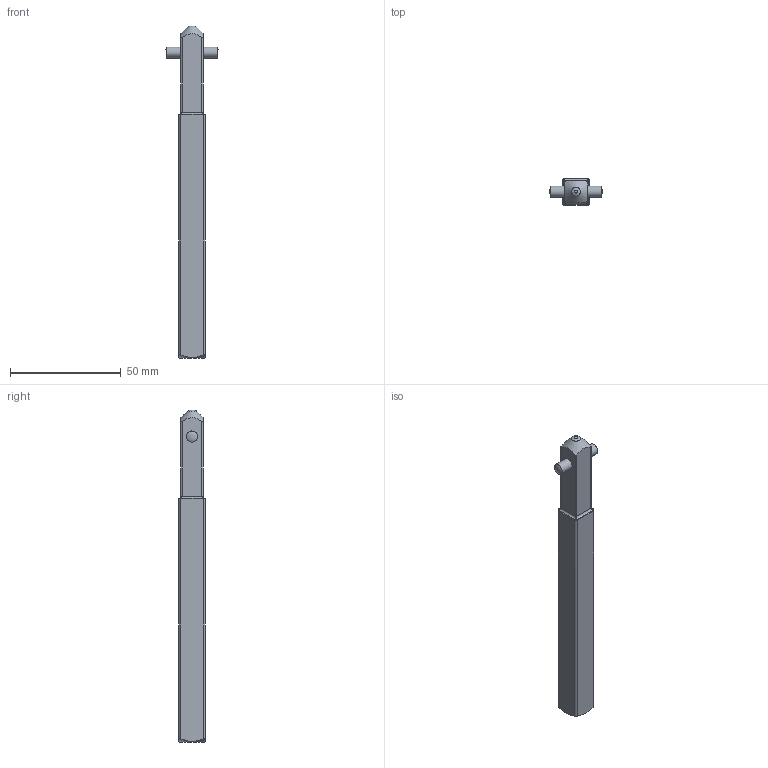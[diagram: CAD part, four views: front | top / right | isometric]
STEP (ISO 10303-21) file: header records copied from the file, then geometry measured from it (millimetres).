
FILE_DESCRIPTION(/* description */ (''),/* implementation_level */ '2;1');
FILE_NAME(/* name */ 'FILE_STP_CAD_DRAWING_3D_GMX7150S12_prt.stp',/* time_stamp */ '2022-03-30T09:17:17+02:00',/* author */ (''),/* organization */ (''),/* preprocessor_version */ 'ST-DEVELOPER v16.7',/* originating_system */ 'SIEMENS PLM Software NX 12.0',/* authorisation */ '');
FILE_SCHEMA (('AUTOMOTIVE_DESIGN { 1 0 10303 214 3 1 1 1 }'));
Length unit declared in the file: millimetre
Products named in the file (1): 3D_GMX7150S12
Bounding box: 23.95 x 12 x 150 mm (x, y, z)
Surface area: 7273 mm2 (no closed solid volume)
Topology: 0 solids, 2 shells, 49 faces, 125 edges, 80 vertices
Faces by surface type: cylinder 18, bspline 17, plane 10, sphere 2, cone 2
Full cylindrical faces by diameter (mm): 5 x1, 5.1 x1
Entity records: 1905 total; most frequent: CARTESIAN_POINT 833, ORIENTED_EDGE 218, DIRECTION 190, EDGE_CURVE 115, AXIS2_PLACEMENT_3D 81, VERTEX_POINT 75, EDGE_LOOP 59, ADVANCED_FACE 49
